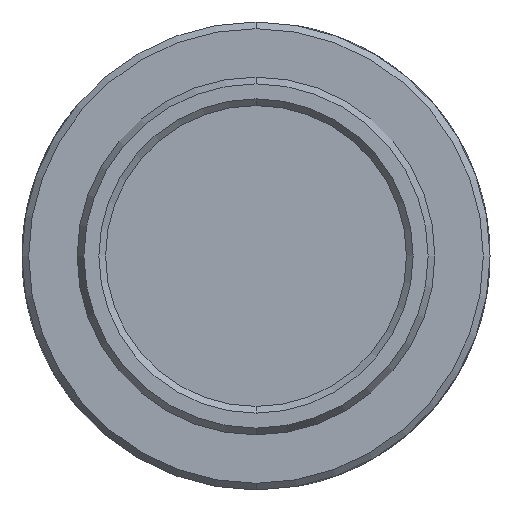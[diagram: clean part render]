
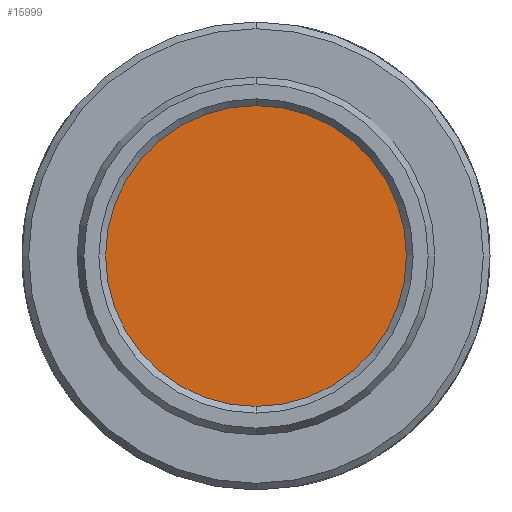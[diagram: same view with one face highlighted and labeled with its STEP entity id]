
A CAD part, left-side view. The second image highlights one B-rep face of the part: STEP entity #15999.
In plain terms, the highlighted planar face has unit normal (-1, 0, 0).
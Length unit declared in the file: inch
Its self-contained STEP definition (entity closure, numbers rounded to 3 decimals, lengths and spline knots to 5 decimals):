
#342 = PLANE ( 'NONE',  #1192 ) ;
#455 = CARTESIAN_POINT ( 'NONE',  ( -0.095, 0., 0. ) ) ;
#1094 = EDGE_CURVE ( 'NONE', #7572, #8235, #2517, .T. ) ;
#1192 = AXIS2_PLACEMENT_3D ( 'NONE', #455, #1846, #11452 ) ;
#1846 = DIRECTION ( 'NONE',  ( 1., 0., 0. ) ) ;
#2239 = FACE_OUTER_BOUND ( 'NONE', #9358, .T. ) ;
#2517 = CIRCLE ( 'NONE', #5990, 0.25 ) ;
#3172 = CARTESIAN_POINT ( 'NONE',  ( -0.095, 0., 0.25 ) ) ;
#3290 = CARTESIAN_POINT ( 'NONE',  ( -0.095, 0., 0. ) ) ;
#4589 = DIRECTION ( 'NONE',  ( 1., 0., 0. ) ) ;
#4689 = DIRECTION ( 'NONE',  ( 0., 0., -1. ) ) ;
#5990 = AXIS2_PLACEMENT_3D ( 'NONE', #12843, #4589, #14233 ) ;
#7263 = CARTESIAN_POINT ( 'NONE',  ( -0.095, 0., -0.25 ) ) ;
#7572 = VERTEX_POINT ( 'NONE', #3172 ) ;
#8235 = VERTEX_POINT ( 'NONE', #7263 ) ;
#8240 = CIRCLE ( 'NONE', #13152, 0.25 ) ;
#9358 = EDGE_LOOP ( 'NONE', ( #17815, #16290 ) ) ;
#11452 = DIRECTION ( 'NONE',  ( 0., 0., -1. ) ) ;
#12843 = CARTESIAN_POINT ( 'NONE',  ( -0.095, 0., 0. ) ) ;
#12913 = DIRECTION ( 'NONE',  ( 1., 0., 0. ) ) ;
#13152 = AXIS2_PLACEMENT_3D ( 'NONE', #3290, #12913, #4689 ) ;
#14233 = DIRECTION ( 'NONE',  ( 0., 0., -1. ) ) ;
#15999 = ADVANCED_FACE ( 'NONE', ( #2239 ), #342, .F. ) ;
#16256 = EDGE_CURVE ( 'NONE', #8235, #7572, #8240, .T. ) ;
#16290 = ORIENTED_EDGE ( 'NONE', *, *, #1094, .F. ) ;
#17815 = ORIENTED_EDGE ( 'NONE', *, *, #16256, .F. ) ;
